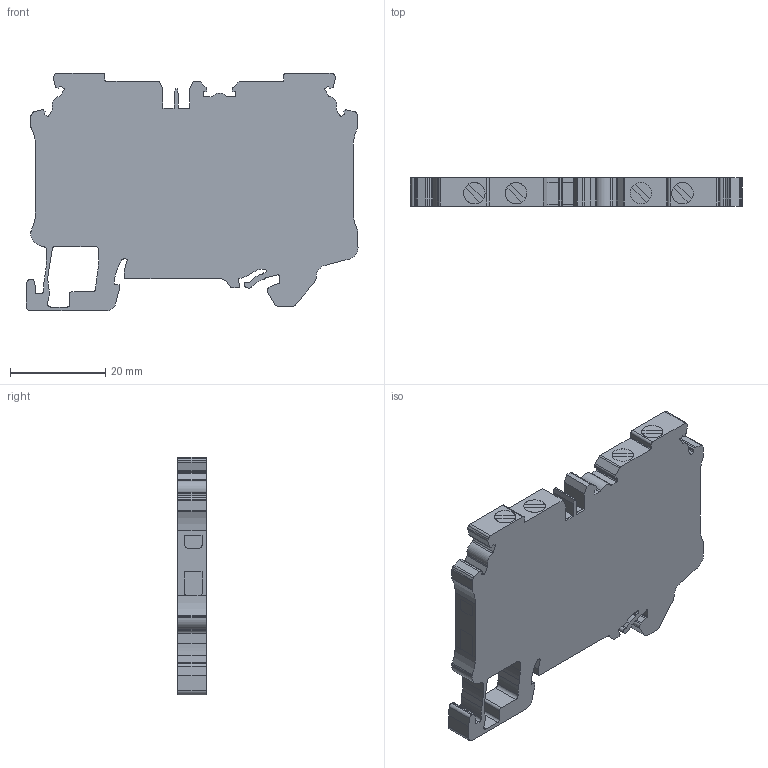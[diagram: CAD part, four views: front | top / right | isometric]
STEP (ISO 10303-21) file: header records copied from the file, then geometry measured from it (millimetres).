
FILE_DESCRIPTION(/* description */ ('Unknown'),/* implementation_level */ '2;1');
FILE_NAME(/* name */ 'CYG4_4',/* time_stamp */ '2019-07-17T10:20:42+06:00',/* author */ ('Unknown'),/* organization */ ('Unknown'),/* preprocessor_version */ 'ST-DEVELOPER v16.7',/* originating_system */ 'DEX',/* authorisation */ $);
FILE_SCHEMA (('AUTOMOTIVE_DESIGN {1 0 10303 214 3 1 1}'));
Length unit declared in the file: millimetre
Products named in the file (1): CYG4_4
Bounding box: 69.7 x 6 x 49.9 mm (x, y, z)
Volume: 16338.1 mm3; surface area: 7607.4 mm2
Topology: 1 solids, 1 shells, 290 faces, 844 edges, 562 vertices
Faces by surface type: plane 165, cylinder 125
Full cylindrical faces by diameter (mm): 4.5 x3
Entity records: 11676 total; most frequent: CARTESIAN_POINT 1718, DIRECTION 1679, ORIENTED_EDGE 1676, EDGE_CURVE 838, LINE 575, VECTOR 575, VERTEX_POINT 559, AXIS2_PLACEMENT_3D 552
